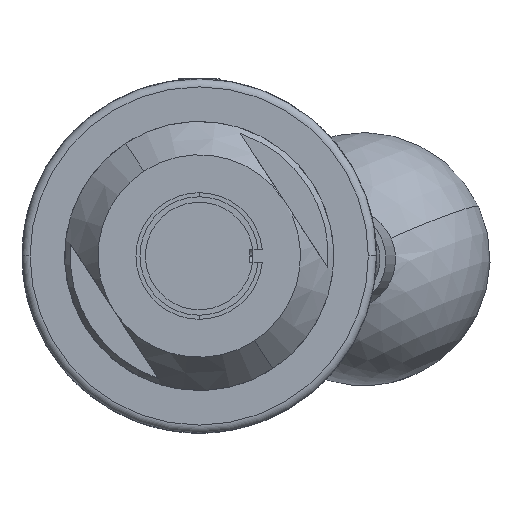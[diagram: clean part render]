
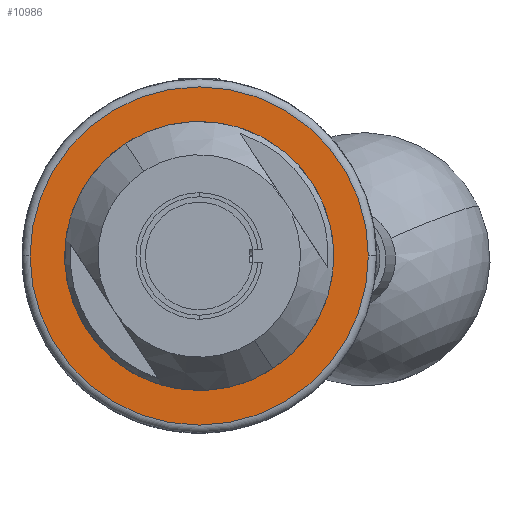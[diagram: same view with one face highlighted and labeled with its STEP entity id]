
A CAD part, left-side view. The second image highlights one B-rep face of the part: STEP entity #10986.
In plain terms, the highlighted planar face has unit normal (-1, 0, 0).
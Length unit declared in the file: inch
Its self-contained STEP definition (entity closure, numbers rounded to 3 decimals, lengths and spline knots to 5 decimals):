
#56 = CIRCLE ( 'NONE', #8210, 0.438 ) ;
#174 = CARTESIAN_POINT ( 'NONE',  ( -2.912, -0.835, 0. ) ) ;
#282 = ORIENTED_EDGE ( 'NONE', *, *, #11829, .T. ) ;
#461 = VERTEX_POINT ( 'NONE', #4872 ) ;
#705 = ORIENTED_EDGE ( 'NONE', *, *, #12586, .F. ) ;
#939 = CIRCLE ( 'NONE', #7104, 0.835 ) ;
#1351 = CARTESIAN_POINT ( 'NONE',  ( -2.912, 0., 0. ) ) ;
#1671 = DIRECTION ( 'NONE',  ( 0., -1., 0. ) ) ;
#2710 = EDGE_CURVE ( 'NONE', #8522, #4142, #5652, .T. ) ;
#2718 = DIRECTION ( 'NONE',  ( 0., -1., 0. ) ) ;
#3247 = CIRCLE ( 'NONE', #12432, 0.438 ) ;
#4142 = VERTEX_POINT ( 'NONE', #174 ) ;
#4531 = CARTESIAN_POINT ( 'NONE',  ( -2.912, 0., 0.438 ) ) ;
#4704 = FACE_BOUND ( 'NONE', #6873, .T. ) ;
#4872 = CARTESIAN_POINT ( 'NONE',  ( -2.912, 0., -0.438 ) ) ;
#5546 = DIRECTION ( 'NONE',  ( -1., 0., 0. ) ) ;
#5652 = CIRCLE ( 'NONE', #12224, 0.835 ) ;
#6153 = CARTESIAN_POINT ( 'NONE',  ( -2.912, 0., 0. ) ) ;
#6526 = ORIENTED_EDGE ( 'NONE', *, *, #11359, .F. ) ;
#6873 = EDGE_LOOP ( 'NONE', ( #705, #6526 ) ) ;
#7104 = AXIS2_PLACEMENT_3D ( 'NONE', #1351, #5546, #8622 ) ;
#7163 = CARTESIAN_POINT ( 'NONE',  ( -2.912, -0.875, 0. ) ) ;
#8210 = AXIS2_PLACEMENT_3D ( 'NONE', #12170, #13101, #2718 ) ;
#8522 = VERTEX_POINT ( 'NONE', #13567 ) ;
#8622 = DIRECTION ( 'NONE',  ( 0., -1., 0. ) ) ;
#8631 = VERTEX_POINT ( 'NONE', #4531 ) ;
#8675 = FACE_OUTER_BOUND ( 'NONE', #9495, .T. ) ;
#9070 = AXIS2_PLACEMENT_3D ( 'NONE', #7163, #13188, #9161 ) ;
#9161 = DIRECTION ( 'NONE',  ( 0., -1., 0. ) ) ;
#9495 = EDGE_LOOP ( 'NONE', ( #282, #13426 ) ) ;
#9989 = PLANE ( 'NONE',  #9070 ) ;
#10873 = DIRECTION ( 'NONE',  ( 0., -1., 0. ) ) ;
#10986 = ADVANCED_FACE ( 'NONE', ( #8675, #4704 ), #9989, .F. ) ;
#11359 = EDGE_CURVE ( 'NONE', #461, #8631, #56, .T. ) ;
#11829 = EDGE_CURVE ( 'NONE', #4142, #8522, #939, .T. ) ;
#12023 = DIRECTION ( 'NONE',  ( -1., 0., 0. ) ) ;
#12156 = CARTESIAN_POINT ( 'NONE',  ( -2.912, 0., 0. ) ) ;
#12170 = CARTESIAN_POINT ( 'NONE',  ( -2.912, 0., 0. ) ) ;
#12224 = AXIS2_PLACEMENT_3D ( 'NONE', #6153, #13245, #1671 ) ;
#12432 = AXIS2_PLACEMENT_3D ( 'NONE', #12156, #12023, #10873 ) ;
#12586 = EDGE_CURVE ( 'NONE', #8631, #461, #3247, .T. ) ;
#13101 = DIRECTION ( 'NONE',  ( -1., 0., 0. ) ) ;
#13188 = DIRECTION ( 'NONE',  ( 1., 0., 0. ) ) ;
#13245 = DIRECTION ( 'NONE',  ( -1., 0., 0. ) ) ;
#13426 = ORIENTED_EDGE ( 'NONE', *, *, #2710, .T. ) ;
#13567 = CARTESIAN_POINT ( 'NONE',  ( -2.912, 0.835, 0. ) ) ;
